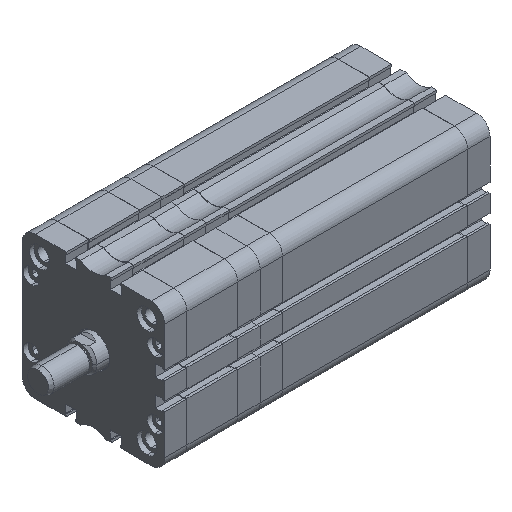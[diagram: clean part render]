
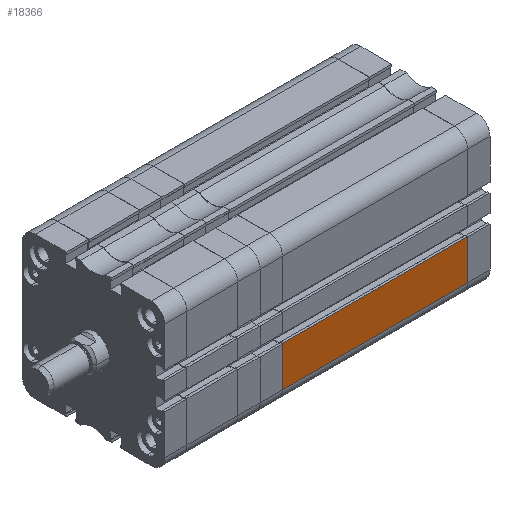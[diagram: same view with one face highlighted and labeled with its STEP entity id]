
A CAD part, isometric view. The second image highlights one B-rep face of the part: STEP entity #18366.
In plain terms, the highlighted planar face has unit normal (0, -1, 0).
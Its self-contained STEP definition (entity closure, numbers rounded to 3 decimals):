
#1416 = ORIENTED_EDGE ( 'NONE', *, *, #19001, .T. ) ;
#2374 = LINE ( 'NONE', #5323, #11723 ) ;
#3176 = CARTESIAN_POINT ( 'NONE',  ( 0., -47.75, -38.75 ) ) ;
#4855 = AXIS2_PLACEMENT_3D ( 'NONE', #27999, #37667, #22314 ) ;
#5323 = CARTESIAN_POINT ( 'NONE',  ( 124.001, -47.75, -11.8 ) ) ;
#5619 = DIRECTION ( 'NONE',  ( 1., 0., 0. ) ) ;
#11225 = EDGE_CURVE ( 'NONE', #11343, #19894, #24092, .T. ) ;
#11343 = VERTEX_POINT ( 'NONE', #36165 ) ;
#11650 = DIRECTION ( 'NONE',  ( -1., 0., 0. ) ) ;
#11723 = VECTOR ( 'NONE', #11650, 1000. ) ;
#14056 = ORIENTED_EDGE ( 'NONE', *, *, #21358, .T. ) ;
#16249 = EDGE_CURVE ( 'NONE', #24093, #19894, #24778, .T. ) ;
#18366 = ADVANCED_FACE ( 'NONE', ( #25452 ), #41027, .F. ) ;
#19001 = EDGE_CURVE ( 'NONE', #11343, #34834, #2374, .T. ) ;
#19894 = VERTEX_POINT ( 'NONE', #24171 ) ;
#20447 = VECTOR ( 'NONE', #21998, 1000. ) ;
#21358 = EDGE_CURVE ( 'NONE', #34834, #24093, #28311, .T. ) ;
#21998 = DIRECTION ( 'NONE',  ( 0., 0., -1. ) ) ;
#22314 = DIRECTION ( 'NONE',  ( 0., 0., 1. ) ) ;
#23331 = CARTESIAN_POINT ( 'NONE',  ( 0., -47.75, -11.8 ) ) ;
#24092 = LINE ( 'NONE', #36689, #37124 ) ;
#24093 = VERTEX_POINT ( 'NONE', #3176 ) ;
#24171 = CARTESIAN_POINT ( 'NONE',  ( 124., -47.75, -38.75 ) ) ;
#24367 = CARTESIAN_POINT ( 'NONE',  ( 124., -47.75, -38.75 ) ) ;
#24778 = LINE ( 'NONE', #24367, #32250 ) ;
#25452 = FACE_OUTER_BOUND ( 'NONE', #29203, .T. ) ;
#27963 = ORIENTED_EDGE ( 'NONE', *, *, #16249, .T. ) ;
#27999 = CARTESIAN_POINT ( 'NONE',  ( 124., -47.75, -47.75 ) ) ;
#28311 = LINE ( 'NONE', #40713, #20447 ) ;
#29203 = EDGE_LOOP ( 'NONE', ( #1416, #14056, #27963, #40155 ) ) ;
#32250 = VECTOR ( 'NONE', #5619, 1000. ) ;
#33540 = DIRECTION ( 'NONE',  ( 0., 0., -1. ) ) ;
#34834 = VERTEX_POINT ( 'NONE', #23331 ) ;
#36165 = CARTESIAN_POINT ( 'NONE',  ( 124., -47.75, -11.8 ) ) ;
#36689 = CARTESIAN_POINT ( 'NONE',  ( 124., -47.75, -47.75 ) ) ;
#37124 = VECTOR ( 'NONE', #33540, 1000. ) ;
#37667 = DIRECTION ( 'NONE',  ( 0., 1., 0. ) ) ;
#40155 = ORIENTED_EDGE ( 'NONE', *, *, #11225, .F. ) ;
#40713 = CARTESIAN_POINT ( 'NONE',  ( 0., -47.75, -47.75 ) ) ;
#41027 = PLANE ( 'NONE',  #4855 ) ;
